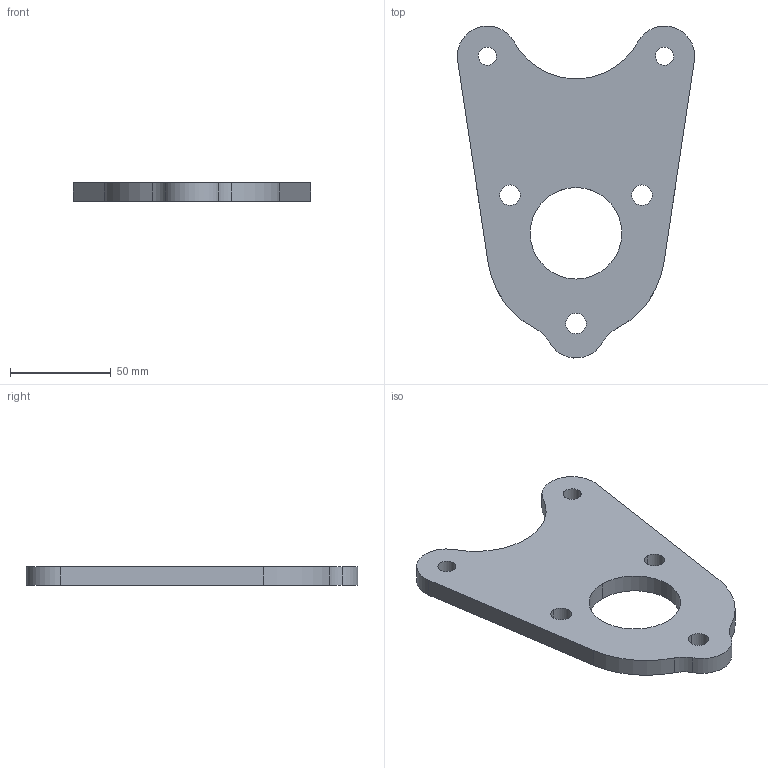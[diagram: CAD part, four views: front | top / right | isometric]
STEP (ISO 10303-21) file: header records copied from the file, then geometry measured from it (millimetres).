
FILE_DESCRIPTION(('CATIA V6 STEP','CAx-IF Rec.Pracs.--- Model Styling and Organization---1.2---2011-12-15','CAx-IF Rec.Pracs.---Representation and Presentation of Product Manufacturing Information (PMI)---3.3a---2012-01-01','CAx-IF Rec.Pracs.--- Geometric and Assembly Validation Properties ---3.1---2011-10-19'),'2;1');
FILE_NAME('B-version sans chanfreins.stp','2023-05-26T13:34:17+00:00',('none'),('none'),'CATIA V6R2013xE.HF24','DASSAULT SYSTEMES CATIA V6 STEP AP214 Edition 3','none');
FILE_SCHEMA(('AUTOMOTIVE_DESIGN { 1 0 10303 214 3 1 1 1 }'));
Length unit declared in the file: millimetre
Products named in the file (1): R024861887
Bounding box: 117.99 x 164.94 x 9 mm (x, y, z)
Volume: 104385.3 mm3; surface area: 30339.5 mm2
Topology: 1 solids, 1 shells, 24 faces, 66 edges, 46 vertices
Faces by surface type: cylinder 20, plane 4
Entity records: 808 total; most frequent: CARTESIAN_POINT 132, ORIENTED_EDGE 132, DIRECTION 100, EDGE_CURVE 66, AXIS2_PLACEMENT_3D 58, VERTEX_POINT 44, CIRCLE 40, EDGE_LOOP 36
